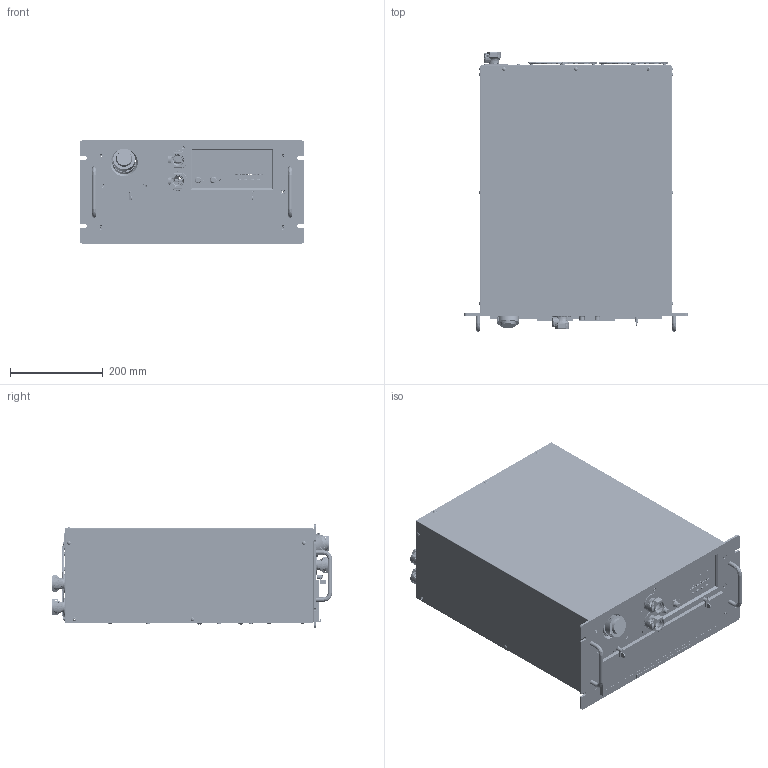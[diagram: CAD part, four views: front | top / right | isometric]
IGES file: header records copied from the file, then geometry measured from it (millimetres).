
Start section: SolidWorks IGES file using analytic representation for surfaces
Global section: file name: RLC-900 2nd GEN.IGS; native system: SolidWorks 2015; preprocessor: SolidWorks 2015; author: Afshin; date: 150622.134249; units: inch
Bounding box: 482.6 x 602.44 x 222.25 mm (x, y, z)
Surface area: 2098251.5 mm2 (no closed solid volume)
Topology: 0 solids, 0 shells, 2057 faces, 30197 edges, 30195 vertices
Faces by surface type: bspline 1302, revolution 755
